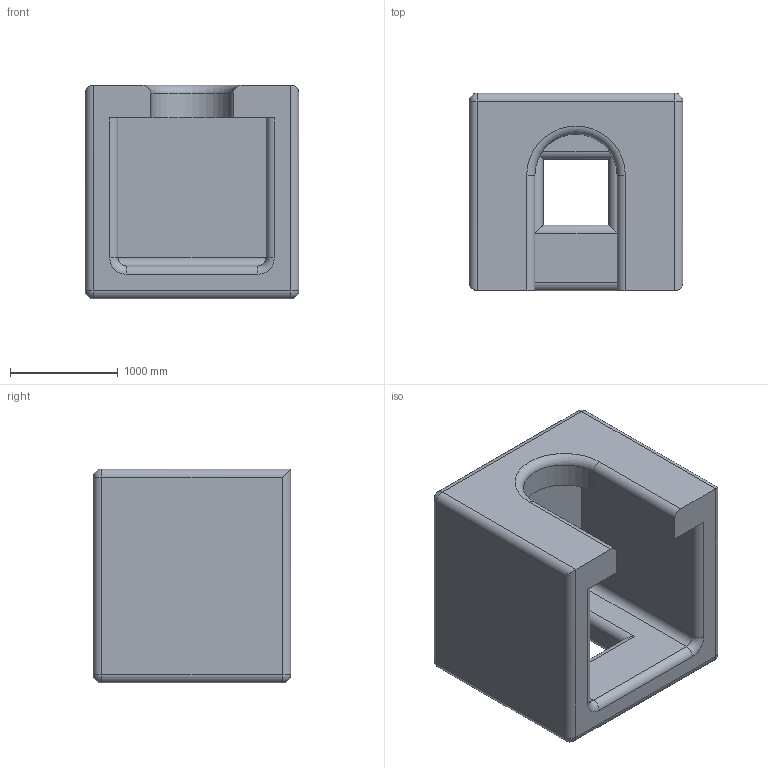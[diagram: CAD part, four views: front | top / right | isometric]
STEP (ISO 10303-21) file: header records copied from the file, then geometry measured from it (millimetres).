
FILE_DESCRIPTION (( 'STEP AP214' ), '1' );
FILE_NAME ('Bunker.STEP', '2018-10-05T22:39:05', ( '' ), ( '' ), 'SwSTEP 2.0', 'SolidWorks 2018', '' );
FILE_SCHEMA (( 'AUTOMOTIVE_DESIGN' ));
Length unit declared in the file: millimetre
Products named in the file (1): Bunker
Bounding box: 1981.2 x 1828.8 x 1981.2 mm (x, y, z)
Volume: 3844509961.4 mm3; surface area: 28170717.2 mm2
Topology: 1 solids, 1 shells, 54 faces, 126 edges, 68 vertices
Faces by surface type: cylinder 28, plane 17, sphere 6, torus 3
Entity records: 1489 total; most frequent: CARTESIAN_POINT 279, DIRECTION 253, ORIENTED_EDGE 240, EDGE_CURVE 120, AXIS2_PLACEMENT_3D 90, LINE 73, VECTOR 73, VERTEX_POINT 68
